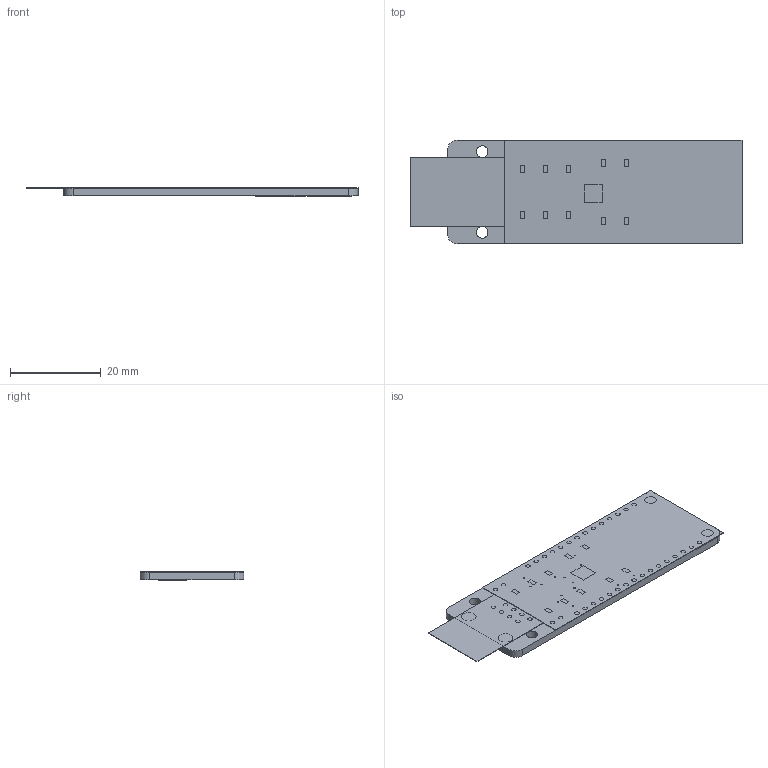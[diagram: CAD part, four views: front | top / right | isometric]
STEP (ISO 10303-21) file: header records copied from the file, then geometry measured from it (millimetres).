
FILE_DESCRIPTION(/* description */ (''),/* implementation_level */ '2;1');
FILE_NAME(/* name */ 'c614915b-7c27-4ec5-9998-e2d7e7e7cd5d.stp',/* time_stamp */ '2020-01-11T00:10:55+00:00',/* author */ (''),/* organization */ (''),/* preprocessor_version */ 'ST-DEVELOPER v18',/* originating_system */ 'Autodesk Translation Framework v8.12.0.6',/* authorisation */ '');
FILE_SCHEMA (('AUTOMOTIVE_DESIGN { 1 0 10303 214 3 1 1 }'));
Length unit declared in the file: millimetre
Products named in the file (9): c614915b-7c27-4ec5-9998-e2d7e7e7cd5d; PCB Component; Board; HYPNOS_CONNECTION; 1.0uF; RJ45; 4.7k; OPENS-LOGO; PCA9615
Assembly tree (16 placements, depth 3):
  c614915b-7c27-4ec5-9998-e2d7e7e7cd5d
    PCB Component
      Board
      HYPNOS_CONNECTION
      1.0uF  x2
      RJ45
      4.7k  x8
      OPENS-LOGO
      PCA9615
Bounding box: 73.03 x 22.86 x 1.87 mm (x, y, z)
Volume: 2516.9 mm3; surface area: 6815.9 mm2
Topology: 15 solids, 15 shells, 156 faces, 378 edges, 252 vertices
Faces by surface type: plane 90, cylinder 66
Full cylindrical faces by diameter (mm): 0.35 x14, 1 x42, 2.54 x4, 3.2 x2
Entity records: 4048 total; most frequent: DIRECTION 680, CARTESIAN_POINT 603, ORIENTED_EDGE 564, EDGE_CURVE 282, AXIS2_PLACEMENT_3D 265, EDGE_LOOP 232, VERTEX_POINT 188, LINE 150
